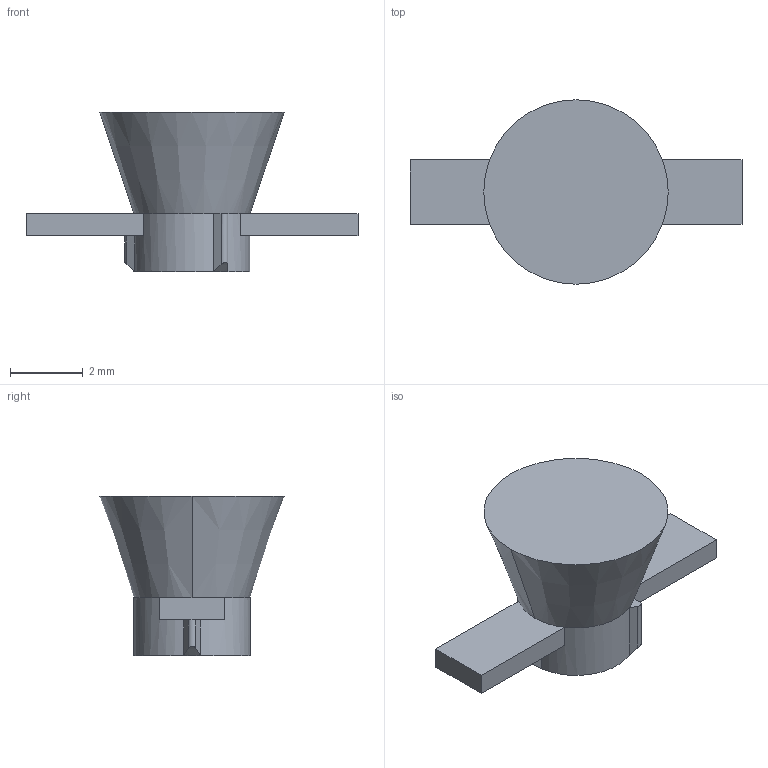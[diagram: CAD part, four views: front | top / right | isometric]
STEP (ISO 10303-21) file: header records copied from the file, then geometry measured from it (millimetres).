
FILE_DESCRIPTION((''),'2;1');
FILE_NAME('5151033801F','2010-07-20T',('ferriga'),(''),'PRO/ENGINEER BY PARAMETRIC TECHNOLOGY CORPORATION, 2009140','PRO/ENGINEER BY PARAMETRIC TECHNOLOGY CORPORATION, 2009140','');
FILE_SCHEMA(('CONFIG_CONTROL_DESIGN'));
Length unit declared in the file: inch
Products named in the file (1): 5151033801F
Bounding box: 9.14 x 5.08 x 4.39 mm (x, y, z)
Volume: 58.1 mm3; surface area: 113.5 mm2
Topology: 1 solids, 1 shells, 31 faces, 73 edges, 44 vertices
Faces by surface type: plane 20, cylinder 6, cone 5
Entity records: 953 total; most frequent: CARTESIAN_POINT 200, DIRECTION 150, ORIENTED_EDGE 146, EDGE_CURVE 73, AXIS2_PLACEMENT_3D 55, VERTEX_POINT 44, VECTOR 40, LINE 40
